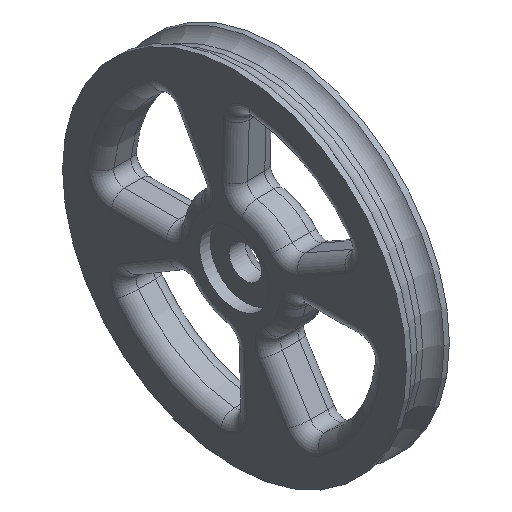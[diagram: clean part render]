
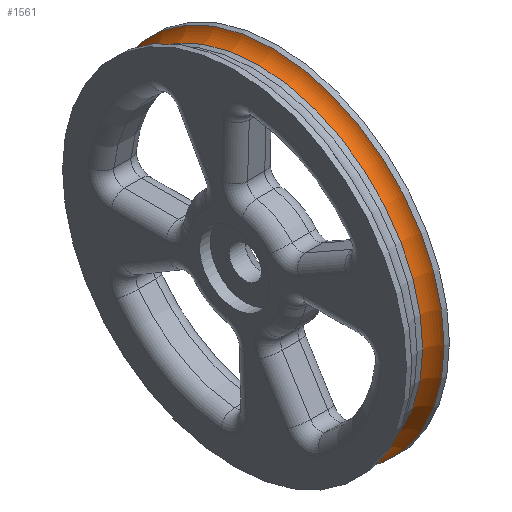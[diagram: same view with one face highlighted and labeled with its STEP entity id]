
A CAD part, isometric view. The second image highlights one B-rep face of the part: STEP entity #1561.
In plain terms, the highlighted toroidal (fillet/blend) face has major radius 16.65 mm and minor radius 1.4 mm.
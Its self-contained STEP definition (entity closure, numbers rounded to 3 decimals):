
#225=FACE_OUTER_BOUND('',#332,.T.);
#332=EDGE_LOOP('',(#1027,#1028,#1029,#1030,#1031,#1032));
#453=CIRCLE('',#1687,15.25);
#454=CIRCLE('',#1688,15.25);
#455=CIRCLE('',#1690,1.4);
#456=CIRCLE('',#1691,16.);
#457=CIRCLE('',#1692,16.);
#629=VERTEX_POINT('',#2616);
#630=VERTEX_POINT('',#2618);
#631=VERTEX_POINT('',#2622);
#632=VERTEX_POINT('',#2624);
#774=EDGE_CURVE('',#630,#629,#453,.T.);
#775=EDGE_CURVE('',#629,#630,#454,.T.);
#776=EDGE_CURVE('',#630,#631,#455,.T.);
#777=EDGE_CURVE('',#632,#631,#456,.T.);
#778=EDGE_CURVE('',#631,#632,#457,.T.);
#1027=ORIENTED_EDGE('',*,*,#774,.T.);
#1028=ORIENTED_EDGE('',*,*,#775,.T.);
#1029=ORIENTED_EDGE('',*,*,#776,.T.);
#1030=ORIENTED_EDGE('',*,*,#777,.F.);
#1031=ORIENTED_EDGE('',*,*,#778,.F.);
#1032=ORIENTED_EDGE('',*,*,#776,.F.);
#1510=TOROIDAL_SURFACE('',#1689,16.65,1.4);
#1561=ADVANCED_FACE('',(#225),#1510,.F.);
#1687=AXIS2_PLACEMENT_3D('',#2619,#1981,#1982);
#1688=AXIS2_PLACEMENT_3D('',#2620,#1983,#1984);
#1689=AXIS2_PLACEMENT_3D('',#2621,#1985,#1986);
#1690=AXIS2_PLACEMENT_3D('',#2623,#1987,#1988);
#1691=AXIS2_PLACEMENT_3D('',#2625,#1989,#1990);
#1692=AXIS2_PLACEMENT_3D('',#2626,#1991,#1992);
#1981=DIRECTION('center_axis',(1.,0.,0.));
#1982=DIRECTION('ref_axis',(0.,-1.,0.));
#1983=DIRECTION('center_axis',(1.,0.,0.));
#1984=DIRECTION('ref_axis',(0.,-1.,0.));
#1985=DIRECTION('center_axis',(1.,0.,0.));
#1986=DIRECTION('ref_axis',(0.,-1.,0.));
#1987=DIRECTION('center_axis',(0.,0.,1.));
#1988=DIRECTION('ref_axis',(0.,1.,0.));
#1989=DIRECTION('center_axis',(1.,0.,0.));
#1990=DIRECTION('ref_axis',(0.,1.,0.));
#1991=DIRECTION('center_axis',(1.,0.,0.));
#1992=DIRECTION('ref_axis',(0.,1.,0.));
#2616=CARTESIAN_POINT('',(2.26,67.74,-0.002));
#2618=CARTESIAN_POINT('',(2.26,98.24,-0.002));
#2619=CARTESIAN_POINT('Origin',(2.26,82.99,-0.002));
#2620=CARTESIAN_POINT('Origin',(2.26,82.99,-0.002));
#2621=CARTESIAN_POINT('Origin',(2.26,82.99,-0.002));
#2622=CARTESIAN_POINT('',(3.5,98.99,-0.002));
#2623=CARTESIAN_POINT('Origin',(2.26,99.64,-0.002));
#2624=CARTESIAN_POINT('',(3.5,66.99,-0.002));
#2625=CARTESIAN_POINT('Origin',(3.5,82.99,-0.002));
#2626=CARTESIAN_POINT('Origin',(3.5,82.99,-0.002));
